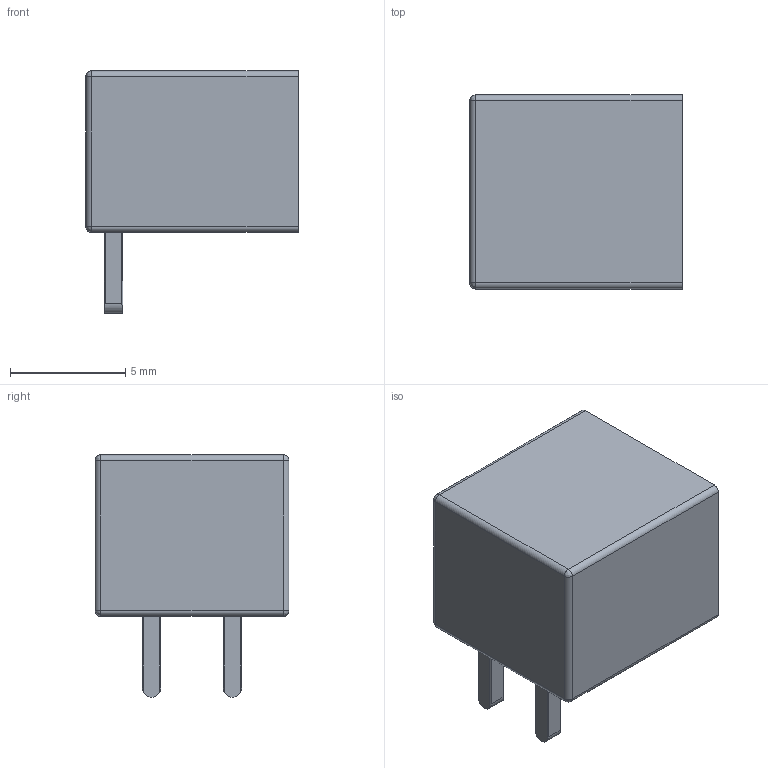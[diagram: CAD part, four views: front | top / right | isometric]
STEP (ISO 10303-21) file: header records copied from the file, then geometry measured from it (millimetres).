
FILE_DESCRIPTION (( 'STEP AP214' ), '1' );
FILE_NAME ('User Library-STL1550_G3_5-2-H-1.STEP', '2016-09-01T20:10:52', ( 'Windows User' ), ( '' ), 'SwSTEP 2.0', 'SolidWorks 2016', '' );
FILE_SCHEMA (( 'AUTOMOTIVE_DESIGN' ));
Length unit declared in the file: millimetre
Products named in the file (1): User Library-STL1550_G3_5-2-H-1
Bounding box: 9.2 x 8.4 x 10.5 mm (x, y, z)
Volume: 296.7 mm3; surface area: 741.5 mm2
Topology: 1 solids, 1 shells, 94 faces, 246 edges, 160 vertices
Faces by surface type: plane 50, cylinder 40, bspline 4
Entity records: 4006 total; most frequent: CARTESIAN_POINT 609, ORIENTED_EDGE 492, DIRECTION 476, EDGE_CURVE 246, VECTOR 166, LINE 166, VERTEX_POINT 160, AXIS2_PLACEMENT_3D 155
